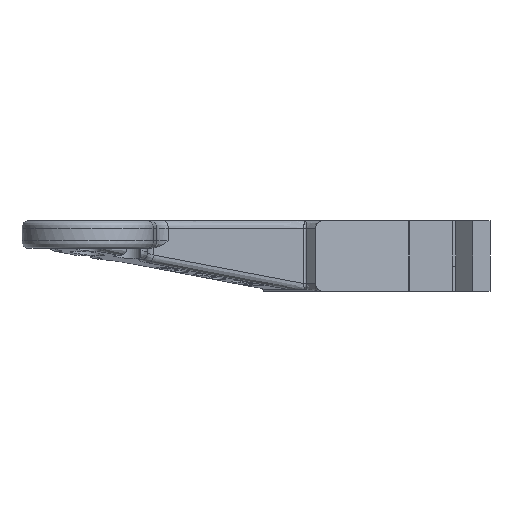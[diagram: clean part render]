
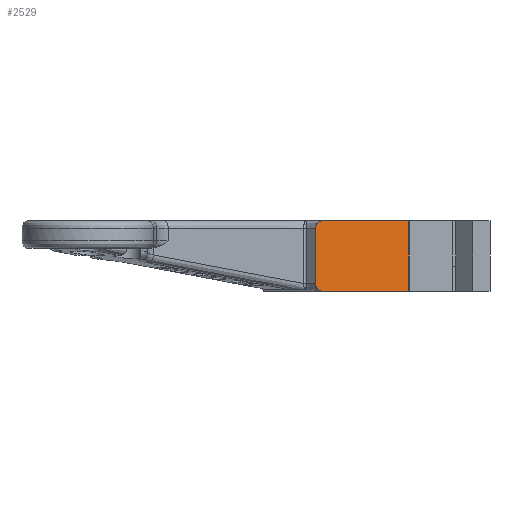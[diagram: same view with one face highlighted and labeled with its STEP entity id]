
A CAD part, front view. The second image highlights one B-rep face of the part: STEP entity #2529.
In plain terms, the highlighted planar face has unit normal (0.214, -0.977, 0).
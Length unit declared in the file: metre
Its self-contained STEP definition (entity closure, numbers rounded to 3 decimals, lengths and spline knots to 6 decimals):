
#133=LINE('',#3277,#289);
#195=LINE('',#3737,#351);
#196=LINE('',#3744,#352);
#197=LINE('',#3751,#353);
#289=VECTOR('',#2832,1.);
#351=VECTOR('',#2966,1.);
#352=VECTOR('',#2969,1.);
#353=VECTOR('',#2970,1.);
#600=ORIENTED_EDGE('',*,*,#1224,.F.);
#601=ORIENTED_EDGE('',*,*,#1344,.T.);
#602=ORIENTED_EDGE('',*,*,#1345,.T.);
#603=ORIENTED_EDGE('',*,*,#1346,.T.);
#604=ORIENTED_EDGE('',*,*,#1347,.T.);
#605=ORIENTED_EDGE('',*,*,#1343,.F.);
#1224=EDGE_CURVE('',#1609,#1610,#133,.T.);
#1343=EDGE_CURVE('',#1610,#1717,#195,.T.);
#1344=EDGE_CURVE('',#1609,#1718,#1883,.T.);
#1345=EDGE_CURVE('',#1718,#1719,#196,.T.);
#1346=EDGE_CURVE('',#1719,#1720,#1884,.T.);
#1347=EDGE_CURVE('',#1720,#1717,#197,.T.);
#1609=VERTEX_POINT('',#3276);
#1610=VERTEX_POINT('',#3278);
#1717=VERTEX_POINT('',#3736);
#1718=VERTEX_POINT('',#3743);
#1719=VERTEX_POINT('',#3745);
#1720=VERTEX_POINT('',#3750);
#1883=B_SPLINE_CURVE_WITH_KNOTS('',3,(#3739,#3740,#3741,#3742),
 .UNSPECIFIED.,.F.,.F.,(4,4),(0.,1.),.UNSPECIFIED.);
#1884=B_SPLINE_CURVE_WITH_KNOTS('',3,(#3746,#3747,#3748,#3749),
 .UNSPECIFIED.,.F.,.F.,(4,4),(0.,1.),.UNSPECIFIED.);
#2088=EDGE_LOOP('',(#600,#601,#602,#603,#604,#605));
#2283=FACE_BOUND('',#2088,.T.);
#2443=PLANE('',#2714);
#2529=ADVANCED_FACE('',(#2283),#2443,.F.);
#2714=AXIS2_PLACEMENT_3D('',#3738,#2967,#2968);
#2832=DIRECTION('',(0.977,0.214,0.));
#2966=DIRECTION('',(0.,0.,-1.));
#2967=DIRECTION('',(-0.214,0.977,0.));
#2968=DIRECTION('',(-0.977,-0.214,0.));
#2969=DIRECTION('',(0.,0.,-1.));
#2970=DIRECTION('',(0.977,0.214,0.));
#3276=CARTESIAN_POINT('',(-0.05997,-0.065845,0.0145));
#3277=CARTESIAN_POINT('',(-0.052259,-0.064151,0.0145));
#3278=CARTESIAN_POINT('',(-0.042692,-0.062051,0.0145));
#3736=CARTESIAN_POINT('',(-0.042692,-0.062051,0.));
#3737=CARTESIAN_POINT('',(-0.042692,-0.062051,0.0145));
#3738=CARTESIAN_POINT('',(-0.052259,-0.064151,0.0145));
#3739=CARTESIAN_POINT('',(-0.05997,-0.065845,0.0145));
#3740=CARTESIAN_POINT('',(-0.061207,-0.066116,0.0145));
#3741=CARTESIAN_POINT('',(-0.061825,-0.066252,0.013967));
#3742=CARTESIAN_POINT('',(-0.061825,-0.066252,0.0129));
#3743=CARTESIAN_POINT('',(-0.061825,-0.066252,0.0129));
#3744=CARTESIAN_POINT('',(-0.061825,-0.066252,0.0145));
#3745=CARTESIAN_POINT('',(-0.061825,-0.066252,0.0016));
#3746=CARTESIAN_POINT('',(-0.061825,-0.066252,0.0016));
#3747=CARTESIAN_POINT('',(-0.061825,-0.066252,0.000533));
#3748=CARTESIAN_POINT('',(-0.061207,-0.066116,0.));
#3749=CARTESIAN_POINT('',(-0.05997,-0.065845,0.));
#3750=CARTESIAN_POINT('',(-0.05997,-0.065845,0.));
#3751=CARTESIAN_POINT('',(-0.052259,-0.064151,0.));
